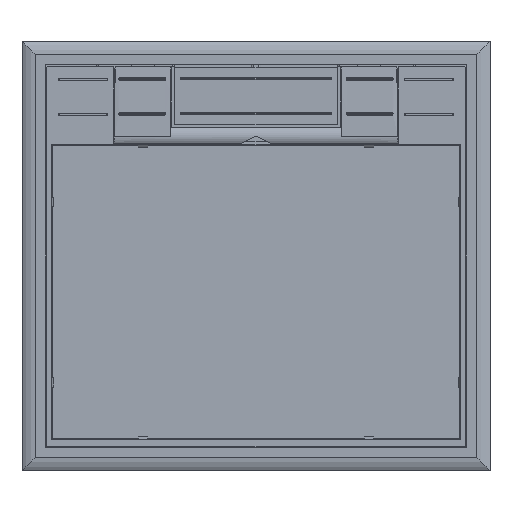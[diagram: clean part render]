
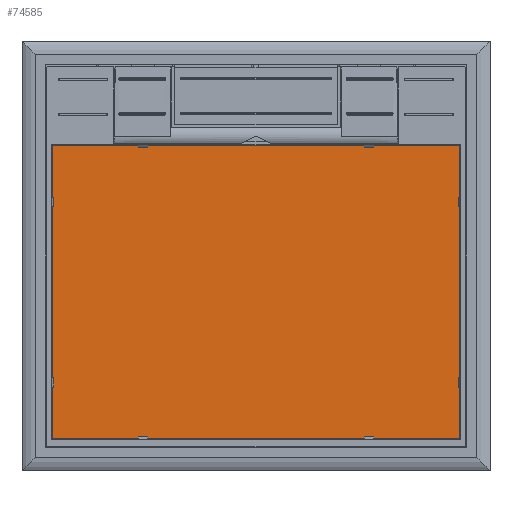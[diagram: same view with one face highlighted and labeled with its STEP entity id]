
A CAD part, front view. The second image highlights one B-rep face of the part: STEP entity #74585.
In plain terms, the highlighted face is planar.
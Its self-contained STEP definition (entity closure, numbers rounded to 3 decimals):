
#74406=DIRECTION('',(0.,0.,1.));
#74407=VECTOR('',#74406,153.5);
#74408=CARTESIAN_POINT('',(-106.75,3.,-76.75));
#74409=LINE('',#74408,#74407);
#74410=DIRECTION('',(-1.,0.,0.));
#74411=VECTOR('',#74410,213.5);
#74412=CARTESIAN_POINT('',(106.75,3.,-76.75));
#74413=LINE('',#74412,#74411);
#74414=DIRECTION('',(0.,0.,-1.));
#74415=VECTOR('',#74414,153.5);
#74416=CARTESIAN_POINT('',(106.75,3.,76.75));
#74417=LINE('',#74416,#74415);
#74418=DIRECTION('',(1.,0.,0.));
#74419=VECTOR('',#74418,213.5);
#74420=CARTESIAN_POINT('',(-106.75,3.,76.75));
#74421=LINE('',#74420,#74419);
#74422=CARTESIAN_POINT('',(-106.75,3.,-76.75));
#74423=CARTESIAN_POINT('',(-106.75,3.,76.75));
#74424=VERTEX_POINT('',#74422);
#74425=VERTEX_POINT('',#74423);
#74426=CARTESIAN_POINT('',(106.75,3.,76.75));
#74427=VERTEX_POINT('',#74426);
#74428=CARTESIAN_POINT('',(106.75,3.,-76.75));
#74429=VERTEX_POINT('',#74428);
#74574=CARTESIAN_POINT('',(0.,3.,0.));
#74575=DIRECTION('',(0.,1.,0.));
#74576=DIRECTION('',(1.,0.,0.));
#74577=AXIS2_PLACEMENT_3D('',#74574,#74575,#74576);
#74578=PLANE('',#74577);
#74579=ORIENTED_EDGE('',*,*,#74513,.F.);
#74580=ORIENTED_EDGE('',*,*,#74529,.F.);
#74581=ORIENTED_EDGE('',*,*,#74555,.F.);
#74582=ORIENTED_EDGE('',*,*,#74568,.F.);
#74583=EDGE_LOOP('',(#74579,#74580,#74581,#74582));
#74584=FACE_OUTER_BOUND('',#74583,.F.);
#74585=ADVANCED_FACE('',(#74584),#74578,.T.);
#74513=EDGE_CURVE('',#74424,#74425,#74409,.T.);
#74529=EDGE_CURVE('',#74429,#74424,#74413,.T.);
#74555=EDGE_CURVE('',#74427,#74429,#74417,.T.);
#74568=EDGE_CURVE('',#74425,#74427,#74421,.T.);
